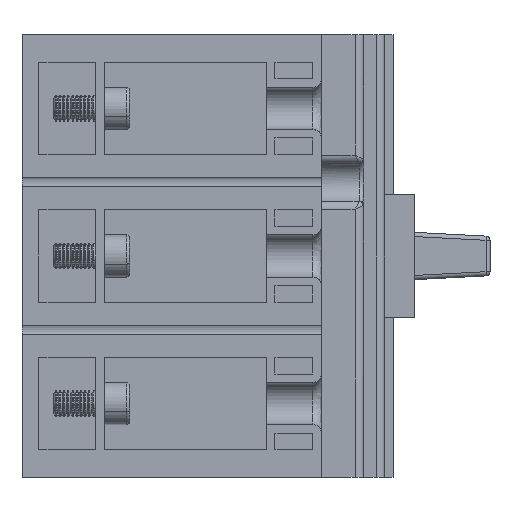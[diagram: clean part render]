
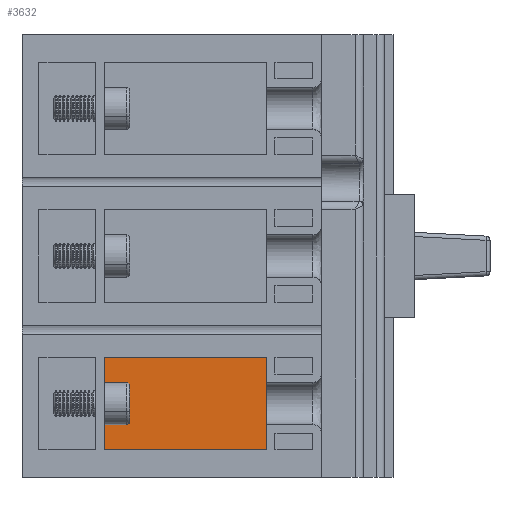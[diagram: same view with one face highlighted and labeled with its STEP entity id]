
A CAD part, front view. The second image highlights one B-rep face of the part: STEP entity #3632.
In plain terms, the highlighted planar face has unit normal (0, -1, 0).
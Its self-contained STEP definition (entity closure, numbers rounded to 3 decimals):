
#175 = AXIS2_PLACEMENT_3D ( 'NONE', #6506, #4995, #1731 ) ;
#288 = VECTOR ( 'NONE', #9054, 1000. ) ;
#688 = ORIENTED_EDGE ( 'NONE', *, *, #12343, .T. ) ;
#846 = CARTESIAN_POINT ( 'NONE',  ( 19.5, -60.5, -46. ) ) ;
#1028 = DIRECTION ( 'NONE',  ( 1., 0., 0. ) ) ;
#1082 = ORIENTED_EDGE ( 'NONE', *, *, #6595, .T. ) ;
#1731 = DIRECTION ( 'NONE',  ( 0., 0., -1. ) ) ;
#1811 = CARTESIAN_POINT ( 'NONE',  ( 58., -60.5, -46. ) ) ;
#3289 = LINE ( 'NONE', #7043, #10908 ) ;
#3445 = LINE ( 'NONE', #13321, #15156 ) ;
#3632 = ADVANCED_FACE ( 'NONE', ( #13310 ), #4950, .T. ) ;
#3799 = EDGE_LOOP ( 'NONE', ( #1082, #12568, #688, #10705 ) ) ;
#4950 = PLANE ( 'NONE',  #175 ) ;
#4995 = DIRECTION ( 'NONE',  ( 0., -1., 0. ) ) ;
#5045 = VERTEX_POINT ( 'NONE', #9828 ) ;
#5412 = VERTEX_POINT ( 'NONE', #8237 ) ;
#5753 = DIRECTION ( 'NONE',  ( 0., 0., 1. ) ) ;
#6201 = VECTOR ( 'NONE', #5753, 1000. ) ;
#6506 = CARTESIAN_POINT ( 'NONE',  ( 0., -60.5, 0. ) ) ;
#6595 = EDGE_CURVE ( 'NONE', #10733, #5045, #12498, .T. ) ;
#6666 = CARTESIAN_POINT ( 'NONE',  ( 19.5, -60.5, -24. ) ) ;
#7043 = CARTESIAN_POINT ( 'NONE',  ( 19.5, -60.5, -46. ) ) ;
#7883 = CARTESIAN_POINT ( 'NONE',  ( 58., -60.5, -24. ) ) ;
#8196 = VERTEX_POINT ( 'NONE', #846 ) ;
#8237 = CARTESIAN_POINT ( 'NONE',  ( 19.5, -60.5, -24. ) ) ;
#9054 = DIRECTION ( 'NONE',  ( 0., 0., -1. ) ) ;
#9768 = LINE ( 'NONE', #6666, #288 ) ;
#9828 = CARTESIAN_POINT ( 'NONE',  ( 58., -60.5, -24. ) ) ;
#10705 = ORIENTED_EDGE ( 'NONE', *, *, #11779, .T. ) ;
#10733 = VERTEX_POINT ( 'NONE', #1811 ) ;
#10908 = VECTOR ( 'NONE', #1028, 1000. ) ;
#11779 = EDGE_CURVE ( 'NONE', #8196, #10733, #3289, .T. ) ;
#12343 = EDGE_CURVE ( 'NONE', #5412, #8196, #9768, .T. ) ;
#12498 = LINE ( 'NONE', #7883, #6201 ) ;
#12568 = ORIENTED_EDGE ( 'NONE', *, *, #15175, .T. ) ;
#13310 = FACE_OUTER_BOUND ( 'NONE', #3799, .T. ) ;
#13321 = CARTESIAN_POINT ( 'NONE',  ( 19.5, -60.5, -24. ) ) ;
#14570 = DIRECTION ( 'NONE',  ( -1., 0., 0. ) ) ;
#15156 = VECTOR ( 'NONE', #14570, 1000. ) ;
#15175 = EDGE_CURVE ( 'NONE', #5045, #5412, #3445, .T. ) ;
